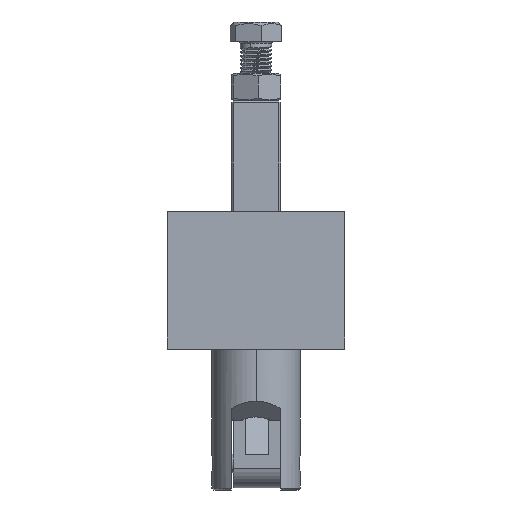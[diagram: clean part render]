
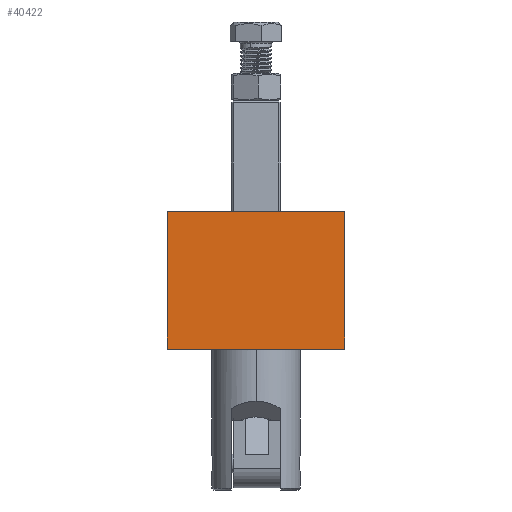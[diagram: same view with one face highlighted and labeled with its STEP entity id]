
A CAD part, front view. The second image highlights one B-rep face of the part: STEP entity #40422.
In plain terms, the highlighted planar face has unit normal (0, -1, 0).
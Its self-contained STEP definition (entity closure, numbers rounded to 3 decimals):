
#40422 = ADVANCED_FACE ( 'NONE', ( #47653 ), #47652, .F. ) ;
#40423 = EDGE_LOOP ( 'NONE', ( #40424, #40428, #40431, #40434 ) ) ;
#40424 = ORIENTED_EDGE ( 'NONE', *, *, #40425, .T. ) ;
#40425 = EDGE_CURVE ( 'NONE', #40426, #40427, #47647, .T. ) ;
#40426 = VERTEX_POINT ( 'NONE', #47643 ) ;
#40427 = VERTEX_POINT ( 'NONE', #47642 ) ;
#40428 = ORIENTED_EDGE ( 'NONE', *, *, #40429, .F. ) ;
#40429 = EDGE_CURVE ( 'NONE', #40430, #40427, #47641, .T. ) ;
#40430 = VERTEX_POINT ( 'NONE', #47637 ) ;
#40431 = ORIENTED_EDGE ( 'NONE', *, *, #40432, .F. ) ;
#40432 = EDGE_CURVE ( 'NONE', #40433, #40430, #47636, .T. ) ;
#40433 = VERTEX_POINT ( 'NONE', #47632 ) ;
#40434 = ORIENTED_EDGE ( 'NONE', *, *, #40435, .T. ) ;
#40435 = EDGE_CURVE ( 'NONE', #40433, #40426, #47631, .T. ) ;
#47628 = DIRECTION ( 'NONE',  ( 0., 0., -1. ) ) ;
#47629 = VECTOR ( 'NONE', #47628, 1000. ) ;
#47630 = CARTESIAN_POINT ( 'NONE',  ( -45., 0., 70. ) ) ;
#47631 = LINE ( 'NONE', #47630, #47629 ) ;
#47632 = CARTESIAN_POINT ( 'NONE',  ( -45., 0., 70. ) ) ;
#47633 = DIRECTION ( 'NONE',  ( 1., 0., 0. ) ) ;
#47634 = VECTOR ( 'NONE', #47633, 1000. ) ;
#47635 = CARTESIAN_POINT ( 'NONE',  ( 0., 0., 70. ) ) ;
#47636 = LINE ( 'NONE', #47635, #47634 ) ;
#47637 = CARTESIAN_POINT ( 'NONE',  ( 45., 0., 70. ) ) ;
#47638 = DIRECTION ( 'NONE',  ( 0., 0., -1. ) ) ;
#47639 = VECTOR ( 'NONE', #47638, 1000. ) ;
#47640 = CARTESIAN_POINT ( 'NONE',  ( 45., 0., 70. ) ) ;
#47641 = LINE ( 'NONE', #47640, #47639 ) ;
#47642 = CARTESIAN_POINT ( 'NONE',  ( 45., 0., 0. ) ) ;
#47643 = CARTESIAN_POINT ( 'NONE',  ( -45., 0., 0. ) ) ;
#47644 = DIRECTION ( 'NONE',  ( 1., 0., 0. ) ) ;
#47645 = VECTOR ( 'NONE', #47644, 1000. ) ;
#47646 = CARTESIAN_POINT ( 'NONE',  ( 0., 0., 0. ) ) ;
#47647 = LINE ( 'NONE', #47646, #47645 ) ;
#47648 = DIRECTION ( 'NONE',  ( 0., 0., 1. ) ) ;
#47649 = DIRECTION ( 'NONE',  ( 0., 1., 0. ) ) ;
#47650 = AXIS2_PLACEMENT_3D ( 'NONE', #47651, #47649, #47648 ) ;
#47651 = CARTESIAN_POINT ( 'NONE',  ( 0., 0., 70. ) ) ;
#47652 = PLANE ( 'NONE',  #47650 ) ;
#47653 = FACE_OUTER_BOUND ( 'NONE', #40423, .T. ) ;
